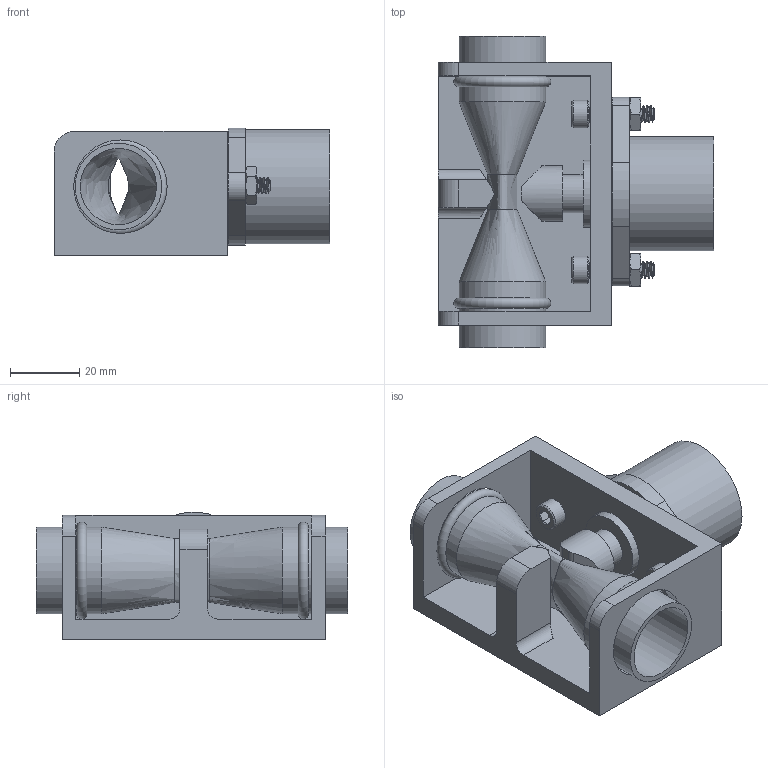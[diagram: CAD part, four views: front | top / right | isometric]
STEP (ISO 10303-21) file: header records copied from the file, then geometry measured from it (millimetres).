
FILE_DESCRIPTION(/* description */ (''),/* implementation_level */ '2;1');
FILE_NAME(/* name */ 'iac assembly v3.step',/* time_stamp */ '2020-05-25T23:59:20-04:00',/* author */ (''),/* organization */ (''),/* preprocessor_version */ 'ST-DEVELOPER v18.1',/* originating_system */ 'Autodesk Translation Framework v9.3.0.1241',/* authorisation */ '');
FILE_SCHEMA (('AUTOMOTIVE_DESIGN { 1 0 10303 214 3 1 1 }'));
Length unit declared in the file: millimetre
Products named in the file (7): iac assembly; iac; piston cap; tube; frame; 90128A222; 90480A011
Assembly tree (8 placements, depth 2):
  iac assembly
    iac
    piston cap
    tube
    frame
    90128A222  x2
    90480A011  x2
Bounding box: 79.7 x 90 x 36.92 mm (x, y, z)
Volume: 81394.4 mm3; surface area: 40655.5 mm2
Topology: 10 solids, 16 shells, 267 faces, 647 edges, 412 vertices
Faces by surface type: cylinder 122, plane 75, cone 54, bspline 14, torus 2
Full cylindrical faces by diameter (mm): 3.451 x36, 4.826 x38, 5.3 x2, 5.9 x2, 7.925 x2, 10.9 x2, 16 x1, 19.4 x1, 20.4 x1, 22 x2, 25 x4, 27 x2, 33 x1
Entity records: 11030 total; most frequent: CARTESIAN_POINT 6946, ORIENTED_EDGE 820, DIRECTION 746, EDGE_CURVE 416, AXIS2_PLACEMENT_3D 294, VERTEX_POINT 268, EDGE_LOOP 206, FACE_OUTER_BOUND 174
